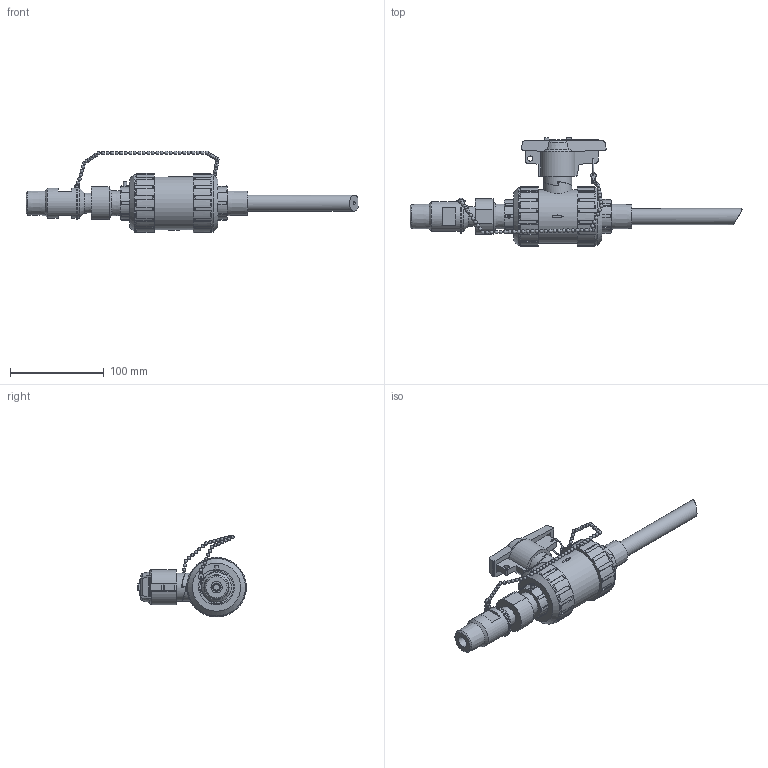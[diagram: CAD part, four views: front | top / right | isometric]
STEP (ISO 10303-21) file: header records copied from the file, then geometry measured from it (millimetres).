
FILE_DESCRIPTION((''),'2;1');
FILE_NAME('CCS-78-PVDF_R0.stp','2017-08-01T11:42:58',('salesdesk5'),(''),'Autodesk Inventor 2009','Autodesk Inventor 2009','');
FILE_SCHEMA(('AUTOMOTIVE_DESIGN { 1 0 10303 214 1 1 1 1 }'));
Length unit declared in the file: inch
Products named in the file (1): CCS-78-PVDF_R0
Bounding box: 353.62 x 115.65 x 87.22 mm (x, y, z)
Volume: 438566.9 mm3; surface area: 81107.1 mm2
Topology: 1 solids, 4 shells, 613 faces, 1629 edges, 1047 vertices
Faces by surface type: plane 293, cone 109, cylinder 78, bspline 68, sphere 55, torus 10
Full cylindrical faces by diameter (mm): 2.5 x1, 3.175 x1, 3.81 x1, 5.5 x1, 6.35 x2, 11.906 x1, 14.173 x1, 14.224 x1, 17.145 x1, 28.956 x1, 29.98 x1, 30 x1, 31.75 x2, 34.544 x2, 37.338 x2, 45.745 x2, 54.864 x2, 56.7 x1, 61.519 x2, 63.5 x2
Entity records: 20184 total; most frequent: CARTESIAN_POINT 5520, DIRECTION 2963, ORIENTED_EDGE 2838, EDGE_CURVE 1419, AXIS2_PLACEMENT_3D 1088, VERTEX_POINT 1002, EDGE_LOOP 823, VECTOR 787
